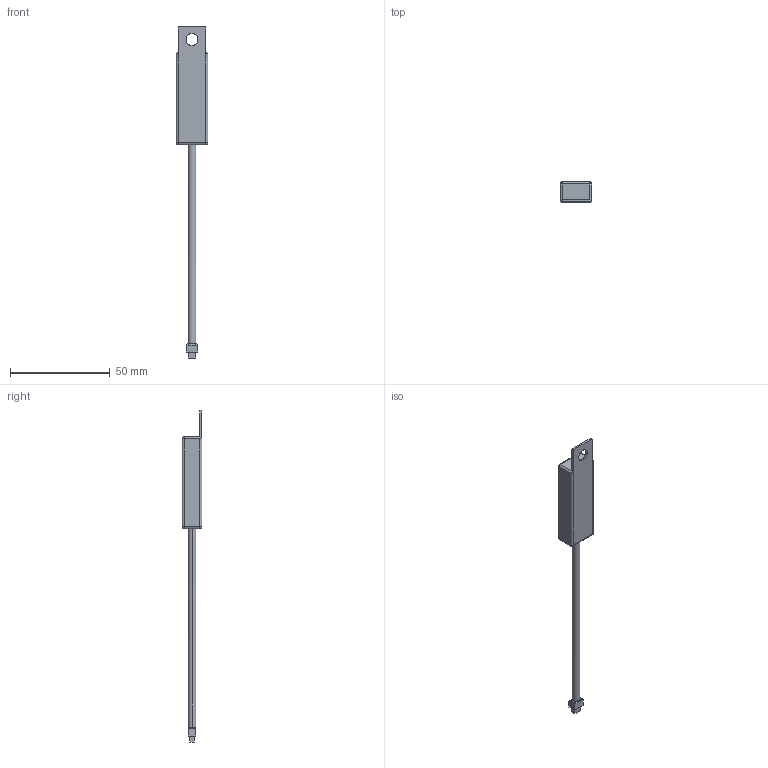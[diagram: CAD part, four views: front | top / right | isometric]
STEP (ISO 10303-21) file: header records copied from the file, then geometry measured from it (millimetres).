
FILE_DESCRIPTION (( 'STEP AP203' ), '1' );
FILE_NAME ('TH-1.STEP', '2023-08-10T07:30:07', ( '' ), ( '' ), 'SwSTEP 2.0', 'SolidWorks 2022', '' );
FILE_SCHEMA (( 'CONFIG_CONTROL_DESIGN' ));
Length unit declared in the file: millimetre
Products named in the file (1): TH-1
Bounding box: 16 x 10 x 166.5 mm (x, y, z)
Volume: 8845.6 mm3; surface area: 4353.7 mm2
Topology: 1 solids, 1 shells, 66 faces, 155 edges, 87 vertices
Faces by surface type: plane 23, cylinder 22, bspline 12, sphere 6, torus 3
Entity records: 2748 total; most frequent: CARTESIAN_POINT 1295, ORIENTED_EDGE 298, DIRECTION 257, EDGE_CURVE 149, AXIS2_PLACEMENT_3D 93, VERTEX_POINT 87, VECTOR 71, LINE 71
